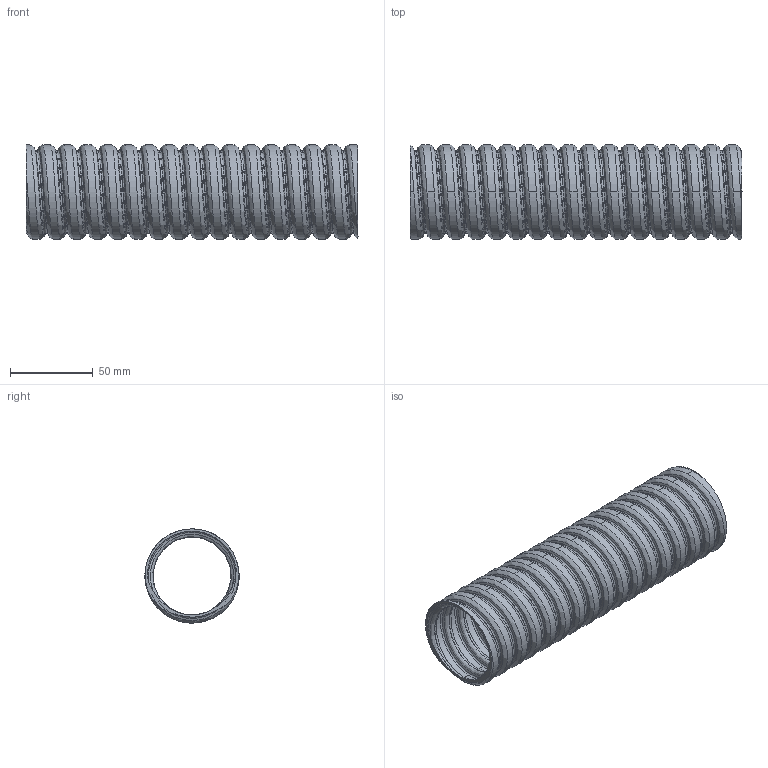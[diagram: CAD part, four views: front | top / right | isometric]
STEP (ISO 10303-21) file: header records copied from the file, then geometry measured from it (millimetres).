
FILE_DESCRIPTION (( 'STEP AP203' ), '1' );
FILE_NAME ('110611-00008 Ìóôòà ñîåäèíèòåëüíàÿ ðåçüáîâàÿ ÑÑÄ-Ïàéï 50 ìì.STEP', '2021-12-06T08:26:34', ( '' ), ( '' ), 'SwSTEP 2.0', 'SolidWorks 2018', '' );
FILE_SCHEMA (( 'CONFIG_CONTROL_DESIGN' ));
Length unit declared in the file: millimetre
Products named in the file (1): 110611-00008 Ìóôòà ñîåäèíèòåëüíàÿ ðåçüáîâàÿ ÑÑÄ-Ïàéï 50 ìì
Bounding box: 200 x 56.8 x 56.8 mm (x, y, z)
Volume: 60584.9 mm3; surface area: 87177.9 mm2
Topology: 1 solids, 1 shells, 150 faces, 444 edges, 296 vertices
Faces by surface type: cylinder 136, bspline 12, plane 2
Entity records: 44605 total; most frequent: CARTESIAN_POINT 41427, ORIENTED_EDGE 888, EDGE_CURVE 444, DIRECTION 430, VERTEX_POINT 296, EDGE_LOOP 152, FACE_OUTER_BOUND 150, ADVANCED_FACE 150
